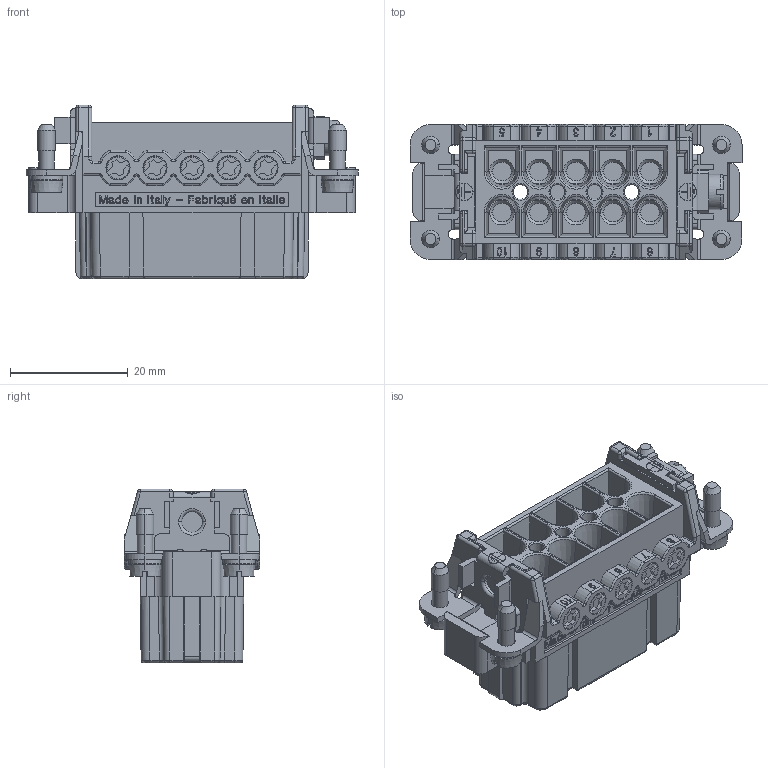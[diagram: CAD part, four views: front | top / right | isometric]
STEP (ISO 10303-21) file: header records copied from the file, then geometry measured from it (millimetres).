
FILE_DESCRIPTION(('Creo Elements/Direct Modeling STEP Export'),'2;1');
FILE_NAME('0lndrr043ik1kpg3172','2016-07-05T 8:06:39',(''),(''),'PTC Creo Elements/Direct Modeling STEP processor for AP214 (Solid Model)','PTC Creo Elements/Direct Modeling 19.0B 21-Mar-2015 (C) Parametric Technology GmbH','');
FILE_SCHEMA(('AUTOMOTIVE_DESIGN { 1 0 10303 214 1 1 1 1 }'));
Products named in the file (2): JDAF_10
Assembly tree (1 placements, depth 2):
  JDAF_10
    JDAF_10
Bounding box: 56.5 x 23 x 29.6 mm (x, y, z)
Volume: 17926.2 mm3; surface area: 11487.4 mm2
Topology: 1 solids, 2 shells, 1374 faces, 5351 edges, 4142 vertices
Faces by surface type: plane 742, cylinder 393, torus 112, cone 66, bspline 41, sphere 20
Entity records: 77413 total; most frequent: CARTESIAN_POINT 21687, ORIENTED_EDGE 10670, DIRECTION 7864, EDGE_CURVE 5331, VERTEX_POINT 4142, VECTOR 3932, LINE 3932, AXIS2_PLACEMENT_3D 1966
